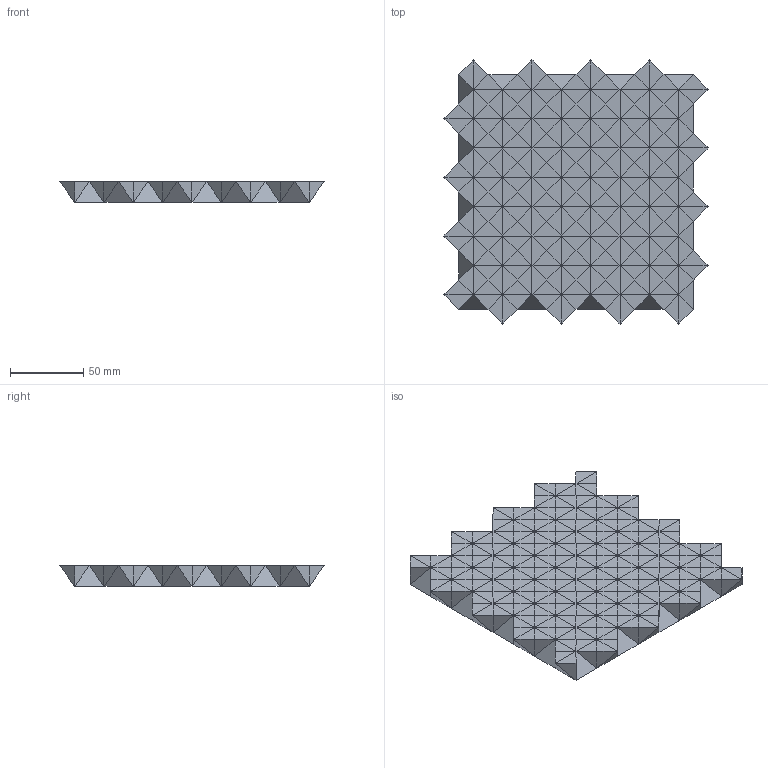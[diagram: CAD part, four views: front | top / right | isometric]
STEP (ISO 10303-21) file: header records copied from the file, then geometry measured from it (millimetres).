
FILE_DESCRIPTION(/* description */ (''),/* implementation_level */ '2;1');
FILE_NAME(/* name */ 'plate-2.step',/* time_stamp */ '2023-10-24T15:13:55+02:00',/* author */ (''),/* organization */ (''),/* preprocessor_version */ 'ST-DEVELOPER v20',/* originating_system */ 'Autodesk Translation Framework v12.9.0.99',/* authorisation */ '');
FILE_SCHEMA (('AUTOMOTIVE_DESIGN { 1 0 10303 214 3 1 1 }'));
Length unit declared in the file: millimetre
Products named in the file (1): (Unsaved)
Bounding box: 180.01 x 180.01 x 14.14 mm (x, y, z)
Volume: 362070 mm3; surface area: 63147.3 mm2
Topology: 1 solids, 1 shells, 480 faces, 720 edges, 242 vertices
Faces by surface type: plane 480
Entity records: 9405 total; most frequent: DIRECTION 1682, CARTESIAN_POINT 1443, ORIENTED_EDGE 1440, LINE 720, VECTOR 720, EDGE_CURVE 720, AXIS2_PLACEMENT_3D 481, FACE_OUTER_BOUND 480
